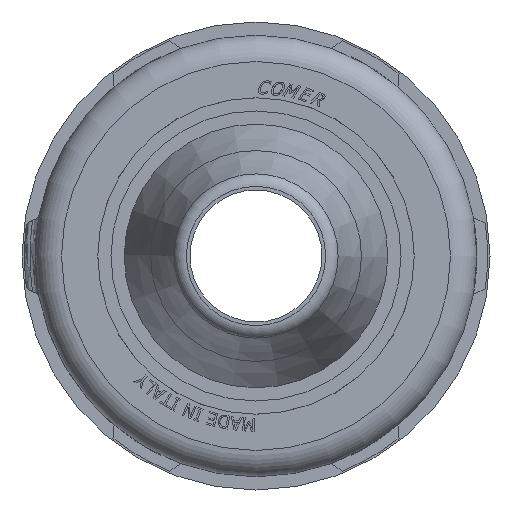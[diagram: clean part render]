
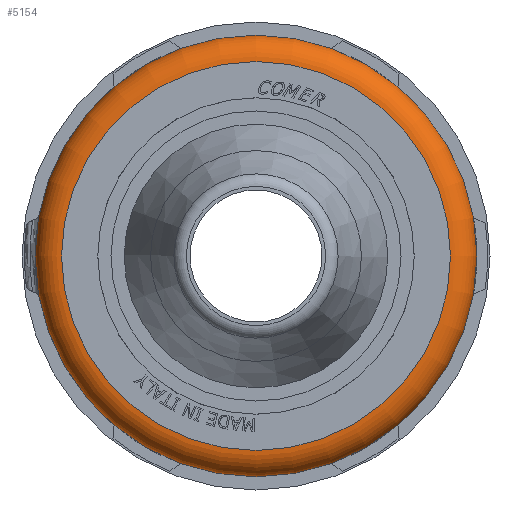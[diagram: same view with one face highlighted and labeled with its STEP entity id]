
A CAD part, left-side view. The second image highlights one B-rep face of the part: STEP entity #5154.
In plain terms, the highlighted toroidal (fillet/blend) face has major radius 14.75 mm and minor radius 2 mm.
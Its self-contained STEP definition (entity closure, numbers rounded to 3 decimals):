
#37=TOROIDAL_SURFACE('',#5443,14.75,2.);
#60=CIRCLE('',#5248,14.75);
#77=CIRCLE('',#5411,16.75);
#150=FACE_BOUND('',#935,.T.);
#626=FACE_OUTER_BOUND('',#934,.T.);
#934=EDGE_LOOP('',(#4758));
#935=EDGE_LOOP('',(#4759));
#2352=VERTEX_POINT('',#7598);
#2630=VERTEX_POINT('',#8545);
#2920=EDGE_CURVE('',#2352,#2352,#60,.T.);
#3331=EDGE_CURVE('',#2630,#2630,#77,.T.);
#4758=ORIENTED_EDGE('',*,*,#3331,.T.);
#4759=ORIENTED_EDGE('',*,*,#2920,.T.);
#5154=ADVANCED_FACE('',(#626,#150),#37,.T.);
#5248=AXIS2_PLACEMENT_3D('',#7599,#5756,#5757);
#5411=AXIS2_PLACEMENT_3D('',#8546,#6460,#6461);
#5443=AXIS2_PLACEMENT_3D('',#8648,#6534,#6535);
#5756=DIRECTION('center_axis',(1.,0.,0.));
#5757=DIRECTION('ref_axis',(0.,1.,0.));
#6460=DIRECTION('center_axis',(-1.,0.,0.));
#6461=DIRECTION('ref_axis',(0.,1.,0.));
#6534=DIRECTION('center_axis',(-1.,0.,0.));
#6535=DIRECTION('ref_axis',(0.,0.,1.));
#7598=CARTESIAN_POINT('',(0.,-14.75,0.));
#7599=CARTESIAN_POINT('Origin',(0.,0.,0.));
#8545=CARTESIAN_POINT('',(2.,-16.75,0.));
#8546=CARTESIAN_POINT('Origin',(2.,0.,0.));
#8648=CARTESIAN_POINT('Origin',(2.,0.,0.));
